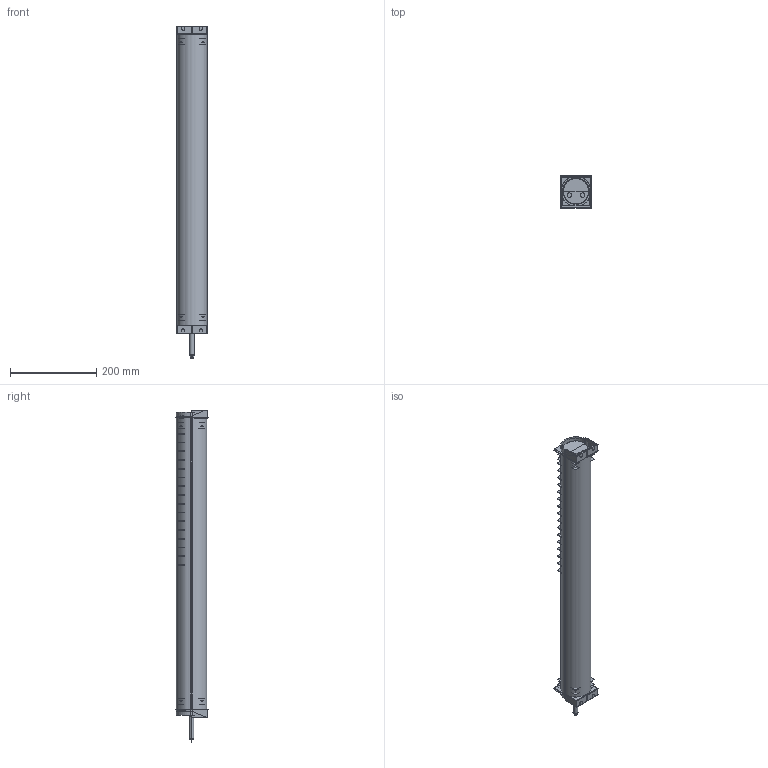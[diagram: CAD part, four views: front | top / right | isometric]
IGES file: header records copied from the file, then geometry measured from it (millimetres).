
Start section:  PTC IGES file: 194187.igs
Global section: file name: 194187.igs; native system: Creo Parametric by Parametric Technology Corporation; preprocessor: 2013230; author: PDMAdmin; organization: Unknown; date: 20160329.112633; units: millimetre
Bounding box: 72.8 x 75.08 x 770.26 mm (x, y, z)
Volume: 895750.5 mm3; surface area: 2905226.5 mm2
Topology: 11 solids, 11 shells, 1660 faces, 8544 edges, 10491 vertices
Faces by surface type: bspline 1322, revolution 338
